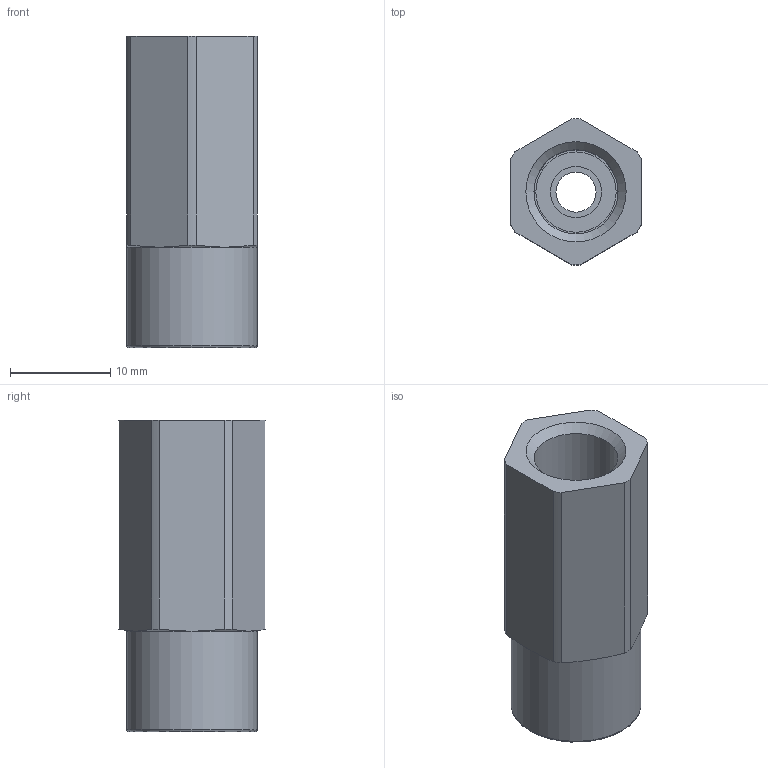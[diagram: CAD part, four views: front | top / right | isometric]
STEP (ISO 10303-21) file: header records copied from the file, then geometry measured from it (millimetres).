
FILE_DESCRIPTION(/* description */ ('STEP AP214'),/* implementation_level */ '2;1');
FILE_NAME(/* name */ '157333_AD-M10X125-1_8',/* time_stamp */ '2024-07-30T14:39:56+02:00',/* author */ ('License CC BY-ND 4.0'),/* organization */ ('CADENAS'),/* preprocessor_version */ 'ST-DEVELOPER v19.3',/* originating_system */ 'PARTsolutions',/* authorisation */ ' ');
FILE_SCHEMA (('AUTOMOTIVE_DESIGN {1 0 10303 214 3 1 1}'));
Length unit declared in the file: millimetre
Products named in the file (1): 157333 AD-M10x1,25-1/8
Bounding box: 13 x 14.56 x 31 mm (x, y, z)
Volume: 2793 mm3; surface area: 2400.2 mm2
Topology: 1 solids, 1 shells, 33 faces, 72 edges, 45 vertices
Faces by surface type: plane 12, cylinder 12, cone 8, torus 1
Full cylindrical faces by diameter (mm): 4 x1, 5.1 x1, 8 x1, 8.376 x1, 8.566 x1, 13 x1
Entity records: 898 total; most frequent: CARTESIAN_POINT 176, DIRECTION 150, ORIENTED_EDGE 124, AXIS2_PLACEMENT_3D 66, EDGE_CURVE 62, EDGE_LOOP 48, FACE_BOUND 48, VERTEX_POINT 44
